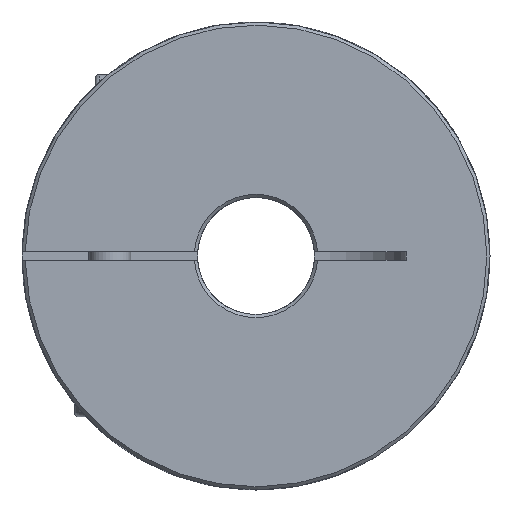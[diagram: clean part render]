
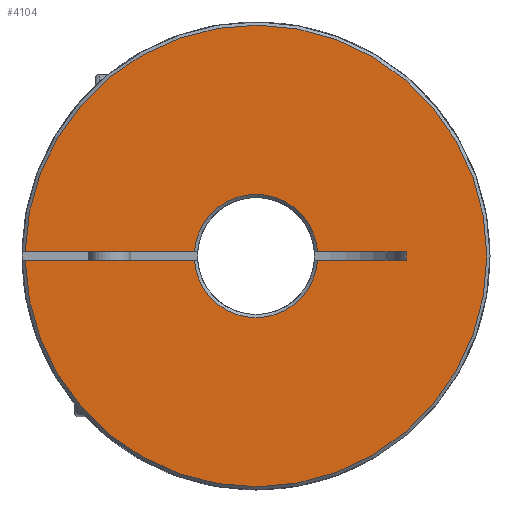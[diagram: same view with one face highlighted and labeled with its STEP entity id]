
A CAD part, left-side view. The second image highlights one B-rep face of the part: STEP entity #4104.
In plain terms, the highlighted planar face has unit normal (-1, 0, 0).
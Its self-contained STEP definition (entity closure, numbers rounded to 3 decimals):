
#53 = ORIENTED_EDGE ( 'NONE', *, *, #438, .F. ) ;
#428 = EDGE_CURVE ( 'NONE', #4019, #4020, #961, .T. ) ;
#438 = EDGE_CURVE ( 'NONE', #4025, #4030, #973, .T. ) ;
#440 = EDGE_CURVE ( 'NONE', #4028, #4019, #966, .T. ) ;
#442 = EDGE_CURVE ( 'NONE', #4027, #4020, #971, .T. ) ;
#443 = EDGE_CURVE ( 'NONE', #4027, #4026, #977, .T. ) ;
#444 = EDGE_CURVE ( 'NONE', #4025, #4026, #962, .T. ) ;
#445 = EDGE_CURVE ( 'NONE', #4029, #4030, #983, .T. ) ;
#446 = EDGE_CURVE ( 'NONE', #4029, #4028, #986, .T. ) ;
#474 = AXIS2_PLACEMENT_3D ( 'NONE', #1232, #1234, #1235 ) ;
#481 = AXIS2_PLACEMENT_3D ( 'NONE', #1256, #1300, #1301 ) ;
#486 = AXIS2_PLACEMENT_3D ( 'NONE', #1316, #1320, #1321 ) ;
#635 = AXIS2_PLACEMENT_3D ( 'NONE', #2200, #2210, #2211 ) ;
#961 = CIRCLE ( 'NONE', #474, 7.381 ) ;
#962 = LINE ( 'NONE', #1313, #981 ) ;
#966 = LINE ( 'NONE', #1306, #969 ) ;
#969 = VECTOR ( 'NONE', #1307, 1000. ) ;
#971 = LINE ( 'NONE', #1311, #974 ) ;
#973 = CIRCLE ( 'NONE', #481, 7.381 ) ;
#974 = VECTOR ( 'NONE', #1312, 1000. ) ;
#977 = LINE ( 'NONE', #1303, #979 ) ;
#979 = VECTOR ( 'NONE', #1315, 1000. ) ;
#981 = VECTOR ( 'NONE', #1310, 1000. ) ;
#983 = LINE ( 'NONE', #1317, #984 ) ;
#984 = VECTOR ( 'NONE', #1318, 1000. ) ;
#986 = CIRCLE ( 'NONE', #486, 27.619 ) ;
#1232 = CARTESIAN_POINT ( 'NONE',  ( -31.5, 0., 0. ) ) ;
#1234 = DIRECTION ( 'NONE',  ( -1., 0., 0. ) ) ;
#1235 = DIRECTION ( 'NONE',  ( 0., -1., 0. ) ) ;
#1256 = CARTESIAN_POINT ( 'NONE',  ( -31.5, 0., 0. ) ) ;
#1300 = DIRECTION ( 'NONE',  ( -1., 0., 0. ) ) ;
#1301 = DIRECTION ( 'NONE',  ( 0., -1., 0. ) ) ;
#1303 = CARTESIAN_POINT ( 'NONE',  ( -31.5, -17.964, -21.539 ) ) ;
#1306 = CARTESIAN_POINT ( 'NONE',  ( -31.5, 0., -0.5 ) ) ;
#1307 = DIRECTION ( 'NONE',  ( 0., -1., 0. ) ) ;
#1310 = DIRECTION ( 'NONE',  ( 0., -1., 0. ) ) ;
#1311 = CARTESIAN_POINT ( 'NONE',  ( -31.5, -17.964, -0.5 ) ) ;
#1312 = DIRECTION ( 'NONE',  ( 0., 1., 0. ) ) ;
#1313 = CARTESIAN_POINT ( 'NONE',  ( -31.5, -17.964, 0.5 ) ) ;
#1315 = DIRECTION ( 'NONE',  ( 0., 0., 1. ) ) ;
#1316 = CARTESIAN_POINT ( 'NONE',  ( -31.5, 0., 0. ) ) ;
#1317 = CARTESIAN_POINT ( 'NONE',  ( -31.5, 0., 0.5 ) ) ;
#1318 = DIRECTION ( 'NONE',  ( 0., -1., 0. ) ) ;
#1320 = DIRECTION ( 'NONE',  ( 1., 0., 0. ) ) ;
#1321 = DIRECTION ( 'NONE',  ( 0., -1., 0. ) ) ;
#1731 = FACE_OUTER_BOUND ( 'NONE', #4542, .T. ) ;
#1945 = CARTESIAN_POINT ( 'NONE',  ( -31.5, 7.364, -0.5 ) ) ;
#1946 = CARTESIAN_POINT ( 'NONE',  ( -31.5, -7.364, -0.5 ) ) ;
#1951 = CARTESIAN_POINT ( 'NONE',  ( -31.5, -7.364, 0.5 ) ) ;
#1952 = CARTESIAN_POINT ( 'NONE',  ( -31.5, -17.964, 0.5 ) ) ;
#1953 = CARTESIAN_POINT ( 'NONE',  ( -31.5, -17.964, -0.5 ) ) ;
#1954 = CARTESIAN_POINT ( 'NONE',  ( -31.5, 27.614, -0.5 ) ) ;
#1955 = CARTESIAN_POINT ( 'NONE',  ( -31.5, 27.614, 0.5 ) ) ;
#1956 = CARTESIAN_POINT ( 'NONE',  ( -31.5, 7.364, 0.5 ) ) ;
#2200 = CARTESIAN_POINT ( 'NONE',  ( -31.5, 0., 0. ) ) ;
#2207 = PLANE ( 'NONE',  #635 ) ;
#2210 = DIRECTION ( 'NONE',  ( -1., 0., 0. ) ) ;
#2211 = DIRECTION ( 'NONE',  ( 0., -1., 0. ) ) ;
#4019 = VERTEX_POINT ( 'NONE', #1945 ) ;
#4020 = VERTEX_POINT ( 'NONE', #1946 ) ;
#4025 = VERTEX_POINT ( 'NONE', #1951 ) ;
#4026 = VERTEX_POINT ( 'NONE', #1952 ) ;
#4027 = VERTEX_POINT ( 'NONE', #1953 ) ;
#4028 = VERTEX_POINT ( 'NONE', #1954 ) ;
#4029 = VERTEX_POINT ( 'NONE', #1955 ) ;
#4030 = VERTEX_POINT ( 'NONE', #1956 ) ;
#4104 = ADVANCED_FACE ( 'NONE', ( #1731 ), #2207, .T. ) ;
#4542 = EDGE_LOOP ( 'NONE', ( #4755, #4756, #4757, #4758, #4759, #4760, #4761, #53 ) ) ;
#4755 = ORIENTED_EDGE ( 'NONE', *, *, #444, .T. ) ;
#4756 = ORIENTED_EDGE ( 'NONE', *, *, #443, .F. ) ;
#4757 = ORIENTED_EDGE ( 'NONE', *, *, #442, .T. ) ;
#4758 = ORIENTED_EDGE ( 'NONE', *, *, #428, .F. ) ;
#4759 = ORIENTED_EDGE ( 'NONE', *, *, #440, .F. ) ;
#4760 = ORIENTED_EDGE ( 'NONE', *, *, #446, .F. ) ;
#4761 = ORIENTED_EDGE ( 'NONE', *, *, #445, .T. ) ;
